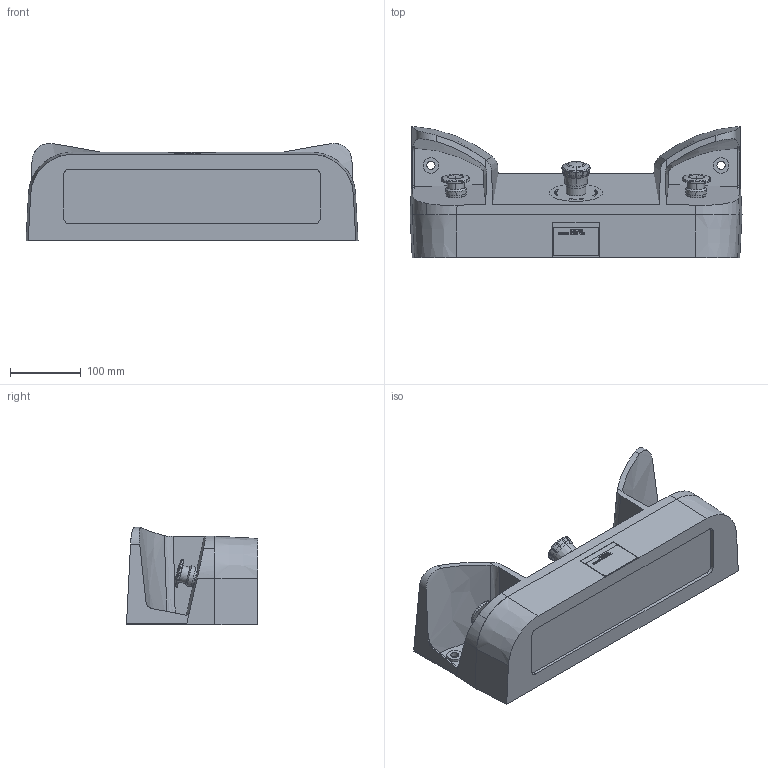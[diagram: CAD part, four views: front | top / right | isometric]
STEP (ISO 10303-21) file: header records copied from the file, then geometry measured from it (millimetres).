
FILE_DESCRIPTION(('STEP AP214'),'1');
FILE_NAME('cctmp_C2742564-DFB9-492F-9EDF-52630DA23DA7_2023_07_21_14_42_17_0490..stp','2023-07-21T12:42:19',('SIEMENS A&D'),('CADClick - www.CADClick.com'),'Spatial InterOp 3D postprocessed',' ','unknown authorization');
FILE_SCHEMA(('AUTOMOTIVE_DESIGN'));
Length unit declared in the file: millimetre
Products named in the file (6): cc_unnamed; 2023_07_21_14_42_17_0423; 2023_07_21_14_42_17_0419; 2023_07_21_14_42_17_0415; 2023_07_21_14_42_17_0411; 2023_07_21_14_42_17_0407
Assembly tree (5 placements, depth 2):
  cc_unnamed
    2023_07_21_14_42_17_0423
    2023_07_21_14_42_17_0419
    2023_07_21_14_42_17_0415
    2023_07_21_14_42_17_0411
    2023_07_21_14_42_17_0407
Bounding box: 469.21 x 185.32 x 137.4 mm (x, y, z)
Volume: 5798258.6 mm3; surface area: 369697.2 mm2
Topology: 5 solids, 5 shells, 2011 faces, 5566 edges, 3690 vertices
Faces by surface type: plane 1656, cylinder 199, cone 78, torus 34, sphere 30, bspline 14
Entity records: 71213 total; most frequent: CARTESIAN_POINT 13463, ORIENTED_EDGE 11120, DIRECTION 10076, EDGE_CURVE 5560, LINE 4478, VECTOR 4478, VERTEX_POINT 3690, AXIS2_PLACEMENT_3D 2799
